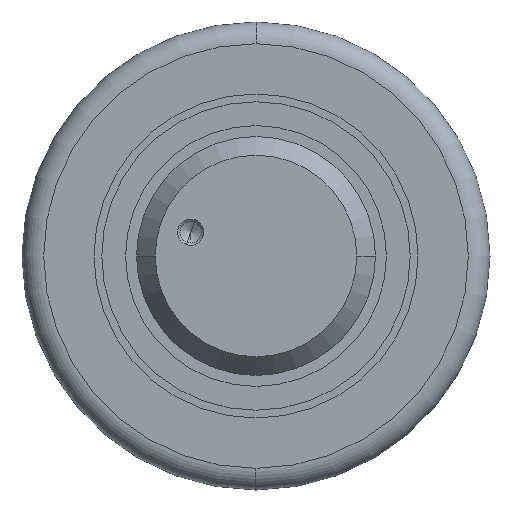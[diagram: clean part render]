
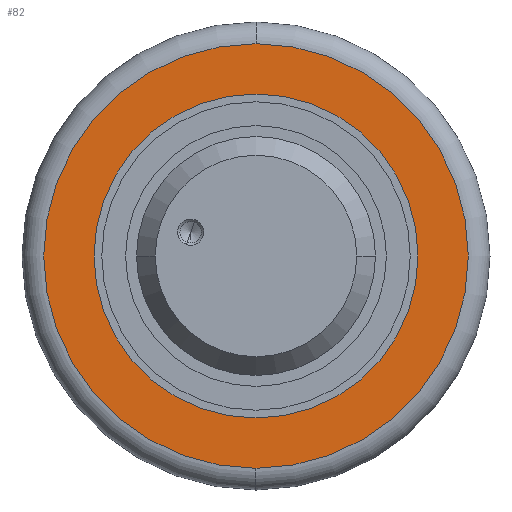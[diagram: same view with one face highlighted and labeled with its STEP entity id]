
A CAD part, left-side view. The second image highlights one B-rep face of the part: STEP entity #82.
In plain terms, the highlighted planar face has unit normal (-1, 0, 0).
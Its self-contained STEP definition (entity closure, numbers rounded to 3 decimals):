
#82=ADVANCED_FACE('',(#170,#171),#172,.T.);
#170=FACE_BOUND('',#274,.T.);
#171=FACE_OUTER_BOUND('',#275,.T.);
#172=PLANE('',#276);
#274=EDGE_LOOP('',(#576,#577));
#275=EDGE_LOOP('',(#578,#579,#580));
#276=AXIS2_PLACEMENT_3D('',#581,#582,#583);
#576=ORIENTED_EDGE('',*,*,#762,.T.);
#577=ORIENTED_EDGE('',*,*,#706,.T.);
#578=ORIENTED_EDGE('',*,*,#683,.T.);
#579=ORIENTED_EDGE('',*,*,#767,.T.);
#580=ORIENTED_EDGE('',*,*,#684,.T.);
#581=CARTESIAN_POINT('',(20.0,24.425,0.));
#582=DIRECTION('',(-1.0,0.,0.));
#583=DIRECTION('',(0.,1.0,0.));
#683=EDGE_CURVE('',#810,#808,#811,.T.);
#684=EDGE_CURVE('',#802,#810,#812,.T.);
#706=EDGE_CURVE('',#847,#851,#853,.T.);
#762=EDGE_CURVE('',#851,#847,#944,.T.);
#767=EDGE_CURVE('',#808,#802,#949,.T.);
#802=VERTEX_POINT('',#990);
#808=VERTEX_POINT('',#996);
#810=VERTEX_POINT('',#998);
#811=CIRCLE('',#999,48.85);
#812=CIRCLE('',#1000,48.85);
#847=VERTEX_POINT('',#1041);
#851=VERTEX_POINT('',#1046);
#853=CIRCLE('',#1049,37.275);
#944=CIRCLE('',#1329,37.275);
#949=CIRCLE('',#1334,48.85);
#990=CARTESIAN_POINT('',(20.0,0.,48.85));
#996=CARTESIAN_POINT('',(20.0,0.,-48.85));
#998=CARTESIAN_POINT('',(20.0,48.85,0.));
#999=AXIS2_PLACEMENT_3D('',#1380,#1381,#1382);
#1000=AXIS2_PLACEMENT_3D('',#1383,#1384,#1385);
#1041=CARTESIAN_POINT('',(20.0,0.,-37.275));
#1046=CARTESIAN_POINT('',(20.0,0.,37.275));
#1049=AXIS2_PLACEMENT_3D('',#1433,#1434,#1435);
#1329=AXIS2_PLACEMENT_3D('',#1519,#1520,#1521);
#1334=AXIS2_PLACEMENT_3D('',#1534,#1535,#1536);
#1380=CARTESIAN_POINT('',(20.0,0.0,0.));
#1381=DIRECTION('',(-1.0,0.0,0.));
#1382=DIRECTION('',(0.0,1.0,0.0));
#1383=CARTESIAN_POINT('',(20.0,0.0,0.));
#1384=DIRECTION('',(-1.0,0.0,0.));
#1385=DIRECTION('',(0.0,1.0,0.0));
#1433=CARTESIAN_POINT('',(20.0,0.0,0.0));
#1434=DIRECTION('',(1.0,0.,0.));
#1435=DIRECTION('',(0.,0.,-1.0));
#1519=CARTESIAN_POINT('',(20.0,0.0,0.0));
#1520=DIRECTION('',(1.0,0.,0.));
#1521=DIRECTION('',(0.,0.,-1.0));
#1534=CARTESIAN_POINT('',(20.0,0.0,0.));
#1535=DIRECTION('',(-1.0,0.0,0.));
#1536=DIRECTION('',(0.0,1.0,0.0));
